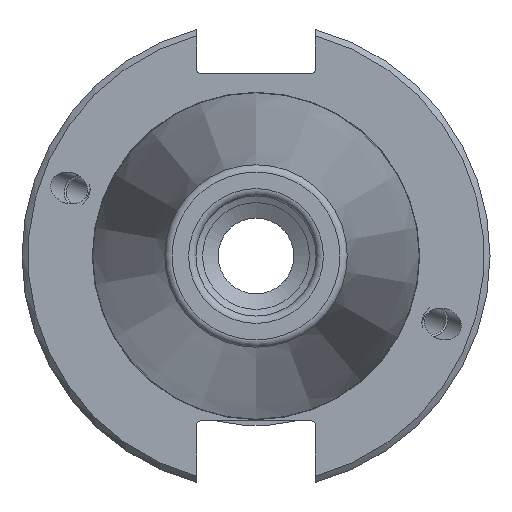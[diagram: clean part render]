
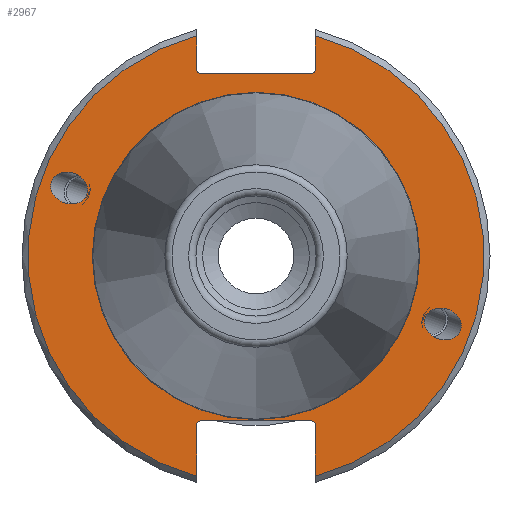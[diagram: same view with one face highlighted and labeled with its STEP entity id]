
A CAD part, left-side view. The second image highlights one B-rep face of the part: STEP entity #2967.
In plain terms, the highlighted planar face has unit normal (-1, 0, 0).
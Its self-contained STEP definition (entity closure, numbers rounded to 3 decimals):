
#1767=CARTESIAN_POINT('',(3.2,-22.858,-8.958));
#1768=VERTEX_POINT('',#1767);
#1769=CARTESIAN_POINT('',(3.2,-25.372,-9.235));
#1770=DIRECTION('',(1.0,0.,0.));
#1771=DIRECTION('',(0.,0.94,0.342));
#1772=AXIS2_PLACEMENT_3D('',#1769,#1770,#1771);
#1773=ELLIPSE('',#1772,2.564,2.1);
#1774=EDGE_CURVE('',#1768,#1768,#1773,.T.);
#1881=CARTESIAN_POINT('',(3.2,22.858,8.958));
#1882=VERTEX_POINT('',#1881);
#1883=CARTESIAN_POINT('',(3.2,25.372,9.235));
#1884=DIRECTION('',(1.0,0.,0.));
#1885=DIRECTION('',(0.,0.94,0.342));
#1886=AXIS2_PLACEMENT_3D('',#1883,#1884,#1885);
#1887=ELLIPSE('',#1886,2.564,2.1);
#1888=EDGE_CURVE('',#1882,#1882,#1887,.T.);
#2084=CARTESIAN_POINT('',(3.2,0.0,22.225));
#2085=VERTEX_POINT('',#2084);
#2086=CARTESIAN_POINT('',(3.2,0.0,0.0));
#2087=DIRECTION('',(-1.0,0.0,0.0));
#2088=DIRECTION('',(0.0,0.0,1.0));
#2089=AXIS2_PLACEMENT_3D('',#2086,#2087,#2088);
#2090=CIRCLE('',#2089,22.225);
#2091=EDGE_CURVE('',#2085,#2085,#2090,.T.);
#2224=CARTESIAN_POINT('',(3.2,7.55,24.8));
#2225=VERTEX_POINT('',#2224);
#2226=CARTESIAN_POINT('',(3.2,-7.55,24.8));
#2227=VERTEX_POINT('',#2226);
#2228=CARTESIAN_POINT('',(3.2,7.55,24.8));
#2229=DIRECTION('',(0.0,-1.0,0.0));
#2230=VECTOR('',#2229,15.1);
#2231=LINE('',#2228,#2230);
#2232=EDGE_CURVE('',#2225,#2227,#2231,.T.);
#2377=CARTESIAN_POINT('',(3.2,-8.05,-29.911));
#2378=VERTEX_POINT('',#2377);
#2387=CARTESIAN_POINT('',(3.2,-8.05,29.911));
#2388=VERTEX_POINT('',#2387);
#2396=CARTESIAN_POINT('',(3.2,0.0,0.0));
#2397=DIRECTION('',(-1.0,0.0,0.0));
#2398=DIRECTION('',(0.0,0.0,-1.0));
#2399=AXIS2_PLACEMENT_3D('',#2396,#2397,#2398);
#2400=CIRCLE('',#2399,30.975);
#2401=EDGE_CURVE('',#2378,#2388,#2400,.T.);
#2868=CARTESIAN_POINT('',(3.2,22.225,0.0));
#2869=DIRECTION('',(1.0,0.0,0.0));
#2870=DIRECTION('',(0.0,0.0,-1.0));
#2871=AXIS2_PLACEMENT_3D('',#2868,#2869,#2870);
#2872=PLANE('',#2871);
#2873=CARTESIAN_POINT('',(3.2,-7.55,-22.4));
#2874=VERTEX_POINT('',#2873);
#2875=CARTESIAN_POINT('',(3.2,-8.05,-22.9));
#2876=VERTEX_POINT('',#2875);
#2877=CARTESIAN_POINT('',(3.2,-7.55,-22.9));
#2878=DIRECTION('',(1.0,0.0,0.0));
#2879=DIRECTION('',(0.0,0.0,-1.0));
#2880=AXIS2_PLACEMENT_3D('',#2877,#2878,#2879);
#2881=CIRCLE('',#2880,0.5);
#2882=EDGE_CURVE('',#2874,#2876,#2881,.T.);
#2883=ORIENTED_EDGE('',*,*,#2882,.T.);
#2884=CARTESIAN_POINT('',(3.2,-8.05,-22.9));
#2885=DIRECTION('',(0.0,0.0,-1.0));
#2886=VECTOR('',#2885,7.011);
#2887=LINE('',#2884,#2886);
#2888=EDGE_CURVE('',#2876,#2378,#2887,.T.);
#2889=ORIENTED_EDGE('',*,*,#2888,.T.);
#2890=ORIENTED_EDGE('',*,*,#2401,.T.);
#2891=CARTESIAN_POINT('',(3.2,-8.05,25.3));
#2892=VERTEX_POINT('',#2891);
#2893=CARTESIAN_POINT('',(3.2,-8.05,25.3));
#2894=DIRECTION('',(0.0,0.0,1.0));
#2895=VECTOR('',#2894,4.611);
#2896=LINE('',#2893,#2895);
#2897=EDGE_CURVE('',#2892,#2388,#2896,.T.);
#2898=ORIENTED_EDGE('',*,*,#2897,.F.);
#2899=CARTESIAN_POINT('',(3.2,-7.55,25.3));
#2900=DIRECTION('',(-1.0,0.0,0.0));
#2901=DIRECTION('',(0.0,0.0,-1.0));
#2902=AXIS2_PLACEMENT_3D('',#2899,#2900,#2901);
#2903=CIRCLE('',#2902,0.5);
#2904=EDGE_CURVE('',#2227,#2892,#2903,.T.);
#2905=ORIENTED_EDGE('',*,*,#2904,.F.);
#2906=ORIENTED_EDGE('',*,*,#2232,.F.);
#2907=CARTESIAN_POINT('',(3.2,8.05,25.3));
#2908=VERTEX_POINT('',#2907);
#2909=CARTESIAN_POINT('',(3.2,7.55,25.3));
#2910=DIRECTION('',(-1.0,0.0,0.0));
#2911=DIRECTION('',(0.0,0.0,-1.0));
#2912=AXIS2_PLACEMENT_3D('',#2909,#2910,#2911);
#2913=CIRCLE('',#2912,0.5);
#2914=EDGE_CURVE('',#2908,#2225,#2913,.T.);
#2915=ORIENTED_EDGE('',*,*,#2914,.F.);
#2916=CARTESIAN_POINT('',(3.2,8.05,29.911));
#2917=VERTEX_POINT('',#2916);
#2918=CARTESIAN_POINT('',(3.2,8.05,29.911));
#2919=DIRECTION('',(0.0,0.0,-1.0));
#2920=VECTOR('',#2919,4.611);
#2921=LINE('',#2918,#2920);
#2922=EDGE_CURVE('',#2917,#2908,#2921,.T.);
#2923=ORIENTED_EDGE('',*,*,#2922,.F.);
#2924=CARTESIAN_POINT('',(3.2,8.05,-29.911));
#2925=VERTEX_POINT('',#2924);
#2926=CARTESIAN_POINT('',(3.2,0.0,0.0));
#2927=DIRECTION('',(-1.0,0.0,0.0));
#2928=DIRECTION('',(0.0,0.0,-1.0));
#2929=AXIS2_PLACEMENT_3D('',#2926,#2927,#2928);
#2930=CIRCLE('',#2929,30.975);
#2931=EDGE_CURVE('',#2917,#2925,#2930,.T.);
#2932=ORIENTED_EDGE('',*,*,#2931,.T.);
#2933=CARTESIAN_POINT('',(3.2,8.05,-22.9));
#2934=VERTEX_POINT('',#2933);
#2935=CARTESIAN_POINT('',(3.2,8.05,-29.911));
#2936=DIRECTION('',(0.0,0.0,1.0));
#2937=VECTOR('',#2936,7.011);
#2938=LINE('',#2935,#2937);
#2939=EDGE_CURVE('',#2925,#2934,#2938,.T.);
#2940=ORIENTED_EDGE('',*,*,#2939,.T.);
#2941=CARTESIAN_POINT('',(3.2,7.55,-22.4));
#2942=VERTEX_POINT('',#2941);
#2943=CARTESIAN_POINT('',(3.2,7.55,-22.9));
#2944=DIRECTION('',(1.0,0.0,0.0));
#2945=DIRECTION('',(0.0,0.0,-1.0));
#2946=AXIS2_PLACEMENT_3D('',#2943,#2944,#2945);
#2947=CIRCLE('',#2946,0.5);
#2948=EDGE_CURVE('',#2934,#2942,#2947,.T.);
#2949=ORIENTED_EDGE('',*,*,#2948,.T.);
#2950=CARTESIAN_POINT('',(3.2,7.55,-22.4));
#2951=DIRECTION('',(0.0,-1.0,0.0));
#2952=VECTOR('',#2951,15.1);
#2953=LINE('',#2950,#2952);
#2954=EDGE_CURVE('',#2942,#2874,#2953,.T.);
#2955=ORIENTED_EDGE('',*,*,#2954,.T.);
#2956=EDGE_LOOP('',(#2883,#2889,#2890,#2898,#2905,#2906,#2915,#2923,#2932,#2940,#2949,#2955));
#2957=FACE_OUTER_BOUND('',#2956,.T.);
#2958=ORIENTED_EDGE('',*,*,#1888,.T.);
#2959=EDGE_LOOP('',(#2958));
#2960=FACE_BOUND('',#2959,.T.);
#2961=ORIENTED_EDGE('',*,*,#2091,.F.);
#2962=EDGE_LOOP('',(#2961));
#2963=FACE_BOUND('',#2962,.T.);
#2964=ORIENTED_EDGE('',*,*,#1774,.T.);
#2965=EDGE_LOOP('',(#2964));
#2966=FACE_BOUND('',#2965,.T.);
#2967=ADVANCED_FACE('',(#2957,#2960,#2963,#2966),#2872,.F.);
